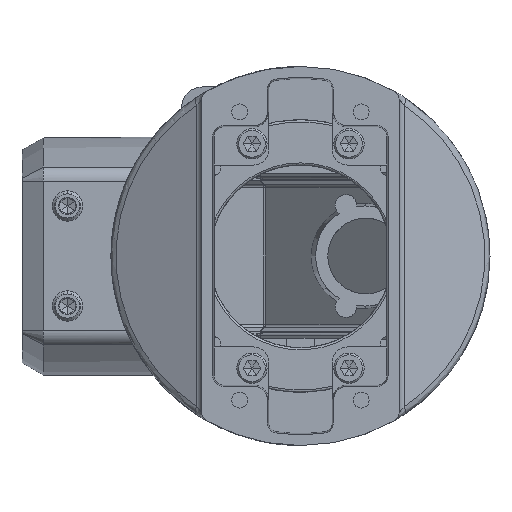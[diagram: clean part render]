
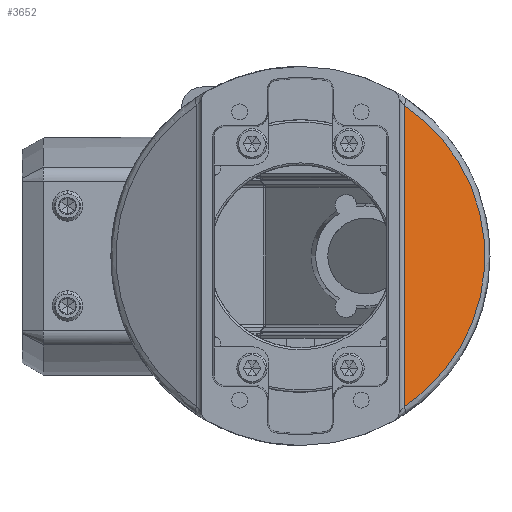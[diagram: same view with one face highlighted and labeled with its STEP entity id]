
A CAD part, front view. The second image highlights one B-rep face of the part: STEP entity #3652.
In plain terms, the highlighted planar face has unit normal (0.447, -0.894, 0).
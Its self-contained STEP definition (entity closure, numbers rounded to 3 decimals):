
#980 = CARTESIAN_POINT ( 'NONE',  ( 34.158, -105.691, -49.632 ) ) ;
#3652 = ADVANCED_FACE ( 'NONE', ( #19345 ), #70500, .F. ) ;
#4274 = ORIENTED_EDGE ( 'NONE', *, *, #35486, .T. ) ;
#4618 = EDGE_LOOP ( 'NONE', ( #15454, #4274 ) ) ;
#4893 = CARTESIAN_POINT ( 'NONE',  ( 59.841, -92.849, -11.356 ) ) ;
#7185 = CARTESIAN_POINT ( 'NONE',  ( 34.158, -105.691, 49.632 ) ) ;
#11187 = CARTESIAN_POINT ( 'NONE',  ( 39.068, -103.236, 46.144 ) ) ;
#11839 = CARTESIAN_POINT ( 'NONE',  ( 32.5, -106.52, -75. ) ) ;
#13550 = VERTEX_POINT ( 'NONE', #29719 ) ;
#15454 = ORIENTED_EDGE ( 'NONE', *, *, #82345, .F. ) ;
#17845 = CARTESIAN_POINT ( 'NONE',  ( 47.596, -98.972, 37.587 ) ) ;
#18468 = DIRECTION ( 'NONE',  ( 0.894, 0.447, 0. ) ) ;
#19345 = FACE_OUTER_BOUND ( 'NONE', #4618, .T. ) ;
#20515 = CARTESIAN_POINT ( 'NONE',  ( 56.567, -94.486, -22.398 ) ) ;
#22552 = AXIS2_PLACEMENT_3D ( 'NONE', #11839, #57704, #18468 ) ;
#24295 = LINE ( 'NONE', #66776, #39644 ) ;
#24421 = CARTESIAN_POINT ( 'NONE',  ( 54.113, -95.713, 27.693 ) ) ;
#27078 = CARTESIAN_POINT ( 'NONE',  ( 51.119, -97.21, -32.774 ) ) ;
#27591 = DIRECTION ( 'NONE',  ( 0., 0., -1. ) ) ;
#29719 = CARTESIAN_POINT ( 'NONE',  ( 34.158, -105.691, -49.632 ) ) ;
#31014 = CARTESIAN_POINT ( 'NONE',  ( 58.477, -93.531, 16.937 ) ) ;
#33728 = CARTESIAN_POINT ( 'NONE',  ( 43.557, -100.991, -42.076 ) ) ;
#35486 = EDGE_CURVE ( 'NONE', #56076, #13550, #24295, .T. ) ;
#37574 = CARTESIAN_POINT ( 'NONE',  ( 60.66, -92.44, 5.697 ) ) ;
#39644 = VECTOR ( 'NONE', #27591, 1000. ) ;
#40287 = CARTESIAN_POINT ( 'NONE',  ( 35.824, -104.858, -48.531 ) ) ;
#42598 =( BOUNDED_CURVE ( )  B_SPLINE_CURVE ( 3, ( #43858, #76203, #11187, #57062, #17845, #63603, #24421, #70146, #31014, #76728, #37574, #83330, #44149, #4893, #50796, #20515, #66279, #27078, #72873, #33728, #79444, #40287, #980 ),
 .UNSPECIFIED., .F., .F. ) 
 B_SPLINE_CURVE_WITH_KNOTS ( ( 4, 1, 1, 1, 1, 1, 1, 1, 1, 1, 1, 1, 1, 1, 1, 1, 1, 1, 1, 1, 4 ),
 ( 0., 0.053, 0.107, 0.16, 0.211, 0.261, 0.31, 0.358, 0.406, 0.453, 0.5, 0.547, 0.594, 0.642, 0.69, 0.739, 0.789, 0.84, 0.893, 0.947, 1. ),
 .UNSPECIFIED. ) 
 CURVE ( )  GEOMETRIC_REPRESENTATION_ITEM ( )  RATIONAL_B_SPLINE_CURVE ( ( 1.118, 1.118, 1.118, 1.118, 1.118, 1.118, 1.118, 1.118, 1.118, 1.118, 1.118, 1.118, 1.118, 1.118, 1.118, 1.118, 1.118, 1.118, 1.118, 1.118, 1.118, 1.118, 1.118 ) ) 
 REPRESENTATION_ITEM ( '' )  );
#43858 = CARTESIAN_POINT ( 'NONE',  ( 34.158, -105.691, 49.632 ) ) ;
#44149 = CARTESIAN_POINT ( 'NONE',  ( 60.66, -92.44, -5.697 ) ) ;
#50796 = CARTESIAN_POINT ( 'NONE',  ( 58.477, -93.531, -16.937 ) ) ;
#56076 = VERTEX_POINT ( 'NONE', #7185 ) ;
#57062 = CARTESIAN_POINT ( 'NONE',  ( 43.557, -100.991, 42.076 ) ) ;
#57704 = DIRECTION ( 'NONE',  ( -0.447, 0.894, 0. ) ) ;
#63603 = CARTESIAN_POINT ( 'NONE',  ( 51.119, -97.21, 32.774 ) ) ;
#66279 = CARTESIAN_POINT ( 'NONE',  ( 54.113, -95.713, -27.693 ) ) ;
#66776 = CARTESIAN_POINT ( 'NONE',  ( 34.158, -105.691, -53.542 ) ) ;
#70146 = CARTESIAN_POINT ( 'NONE',  ( 56.567, -94.486, 22.398 ) ) ;
#70500 = PLANE ( 'NONE',  #22552 ) ;
#72873 = CARTESIAN_POINT ( 'NONE',  ( 47.596, -98.972, -37.587 ) ) ;
#76203 = CARTESIAN_POINT ( 'NONE',  ( 35.824, -104.858, 48.531 ) ) ;
#76728 = CARTESIAN_POINT ( 'NONE',  ( 59.841, -92.849, 11.356 ) ) ;
#79444 = CARTESIAN_POINT ( 'NONE',  ( 39.068, -103.236, -46.144 ) ) ;
#82345 = EDGE_CURVE ( 'NONE', #56076, #13550, #42598, .T. ) ;
#83330 = CARTESIAN_POINT ( 'NONE',  ( 60.932, -92.304, 0. ) ) ;
